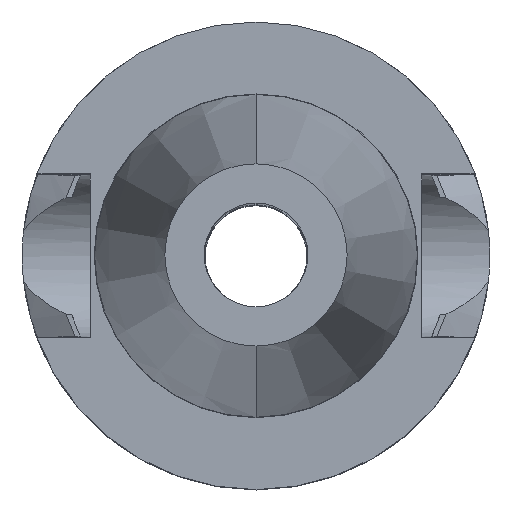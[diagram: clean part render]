
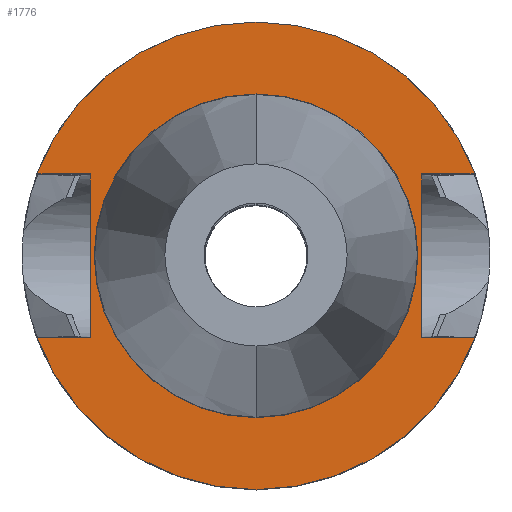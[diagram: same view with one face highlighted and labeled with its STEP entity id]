
A CAD part, top view. The second image highlights one B-rep face of the part: STEP entity #1776.
In plain terms, the highlighted planar face has unit normal (0, 0, 1).
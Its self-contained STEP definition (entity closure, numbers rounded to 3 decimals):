
#170=CARTESIAN_POINT('',(0.,0.,-1.));
#171=DIRECTION('',(0.,0.,1.));
#172=DIRECTION('',(0.937,0.35,0.));
#173=AXIS2_PLACEMENT_3D('',#170,#171,#172);
#185=CARTESIAN_POINT('',(0.,0.,-1.));
#186=DIRECTION('',(0.,0.,1.));
#187=DIRECTION('',(-0.937,-0.35,0.));
#188=AXIS2_PLACEMENT_3D('',#185,#186,#187);
#846=CARTESIAN_POINT('',(0.,0.,-1.));
#847=DIRECTION('',(0.,0.,-1.));
#848=DIRECTION('',(0.,1.,0.));
#849=AXIS2_PLACEMENT_3D('',#846,#847,#848);
#868=CARTESIAN_POINT('',(0.,0.,-1.));
#869=DIRECTION('',(0.,0.,1.));
#870=DIRECTION('',(0.,1.,0.));
#871=AXIS2_PLACEMENT_3D('',#868,#869,#870);
#876=DIRECTION('',(0.,1.,0.));
#877=VECTOR('',#876,16.1);
#878=CARTESIAN_POINT('',(-16.3,-8.05,-1.));
#879=LINE('',#878,#877);
#883=DIRECTION('',(1.,0.,0.));
#884=VECTOR('',#883,5.245);
#885=CARTESIAN_POINT('',(-21.545,8.05,-1.));
#886=LINE('',#885,#884);
#890=DIRECTION('',(-1.,0.,0.));
#891=VECTOR('',#890,5.245);
#892=CARTESIAN_POINT('',(21.545,8.05,-1.));
#893=LINE('',#892,#891);
#897=DIRECTION('',(0.,1.,0.));
#898=VECTOR('',#897,16.1);
#899=CARTESIAN_POINT('',(16.3,-8.05,-1.));
#900=LINE('',#899,#898);
#904=DIRECTION('',(-1.,0.,0.));
#905=VECTOR('',#904,5.245);
#906=CARTESIAN_POINT('',(21.545,-8.05,-1.));
#907=LINE('',#906,#905);
#911=DIRECTION('',(1.,0.,0.));
#912=VECTOR('',#911,5.245);
#913=CARTESIAN_POINT('',(-21.545,-8.05,-1.));
#914=LINE('',#913,#912);
#969=CARTESIAN_POINT('',(0.,15.798,-1.));
#971=VERTEX_POINT('',#969);
#979=CARTESIAN_POINT('',(0.,-15.798,-1.));
#981=VERTEX_POINT('',#979);
#1001=CARTESIAN_POINT('',(21.545,8.05,-1.));
#1002=VERTEX_POINT('',#1001);
#1003=CARTESIAN_POINT('',(21.545,-8.05,-1.));
#1004=VERTEX_POINT('',#1003);
#1005=CARTESIAN_POINT('',(16.3,-8.05,-1.));
#1006=CARTESIAN_POINT('',(16.3,8.05,-1.));
#1007=VERTEX_POINT('',#1005);
#1008=VERTEX_POINT('',#1006);
#1025=CARTESIAN_POINT('',(-21.545,8.05,-1.));
#1026=VERTEX_POINT('',#1025);
#1027=CARTESIAN_POINT('',(-21.545,-8.05,-1.));
#1028=VERTEX_POINT('',#1027);
#1029=CARTESIAN_POINT('',(-16.3,-8.05,-1.));
#1030=CARTESIAN_POINT('',(-16.3,8.05,-1.));
#1031=VERTEX_POINT('',#1029);
#1032=VERTEX_POINT('',#1030);
#1753=CARTESIAN_POINT('',(0.,0.,-1.));
#1754=DIRECTION('',(0.,0.,-1.));
#1755=DIRECTION('',(0.,-1.,0.));
#1756=AXIS2_PLACEMENT_3D('',#1753,#1754,#1755);
#1757=PLANE('',#1756);
#1759=ORIENTED_EDGE('',*,*,#1758,.T.);
#1760=ORIENTED_EDGE('',*,*,#1157,.F.);
#1761=ORIENTED_EDGE('',*,*,#1175,.F.);
#1762=ORIENTED_EDGE('',*,*,#1205,.T.);
#1764=ORIENTED_EDGE('',*,*,#1763,.F.);
#1766=ORIENTED_EDGE('',*,*,#1765,.F.);
#1767=ORIENTED_EDGE('',*,*,#1187,.F.);
#1769=ORIENTED_EDGE('',*,*,#1768,.T.);
#1770=EDGE_LOOP('',(#1759,#1760,#1761,#1762,#1764,#1766,#1767,#1769));
#1771=FACE_OUTER_BOUND('',#1770,.F.);
#1772=ORIENTED_EDGE('',*,*,#1748,.T.);
#1773=ORIENTED_EDGE('',*,*,#1732,.F.);
#1774=EDGE_LOOP('',(#1772,#1773));
#1775=FACE_BOUND('',#1774,.F.);
#174=CIRCLE('',#173,23.);
#189=CIRCLE('',#188,23.);
#850=CIRCLE('',#849,15.798);
#872=CIRCLE('',#871,15.798);
#1157=EDGE_CURVE('',#1026,#1032,#886,.T.);
#1175=EDGE_CURVE('',#1002,#1026,#174,.T.);
#1187=EDGE_CURVE('',#1028,#1004,#189,.T.);
#1205=EDGE_CURVE('',#1002,#1008,#893,.T.);
#1732=EDGE_CURVE('',#971,#981,#850,.T.);
#1748=EDGE_CURVE('',#971,#981,#872,.T.);
#1758=EDGE_CURVE('',#1031,#1032,#879,.T.);
#1763=EDGE_CURVE('',#1007,#1008,#900,.T.);
#1765=EDGE_CURVE('',#1004,#1007,#907,.T.);
#1768=EDGE_CURVE('',#1028,#1031,#914,.T.);
#1776=ADVANCED_FACE('',(#1771,#1775),#1757,.F.);
